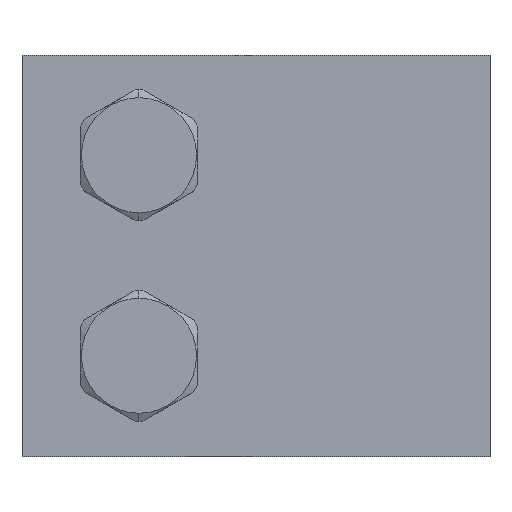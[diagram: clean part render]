
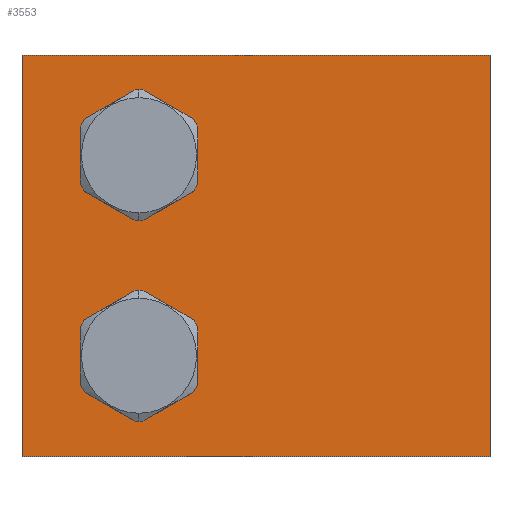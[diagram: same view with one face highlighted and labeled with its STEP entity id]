
A CAD part, top view. The second image highlights one B-rep face of the part: STEP entity #3553.
In plain terms, the highlighted planar face has unit normal (0, 0, 1).
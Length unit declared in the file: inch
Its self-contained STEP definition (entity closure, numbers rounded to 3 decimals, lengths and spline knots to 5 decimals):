
#163=DIRECTION('',(0.,-1.,0.));
#164=VECTOR('',#163,3.);
#165=CARTESIAN_POINT('',(0.,0.,3.));
#166=LINE('',#165,#164);
#167=DIRECTION('',(-1.,0.,0.));
#168=VECTOR('',#167,3.5);
#169=CARTESIAN_POINT('',(3.5,0.,3.));
#170=LINE('',#169,#168);
#171=DIRECTION('',(0.,1.,0.));
#172=VECTOR('',#171,3.);
#173=CARTESIAN_POINT('',(3.5,-3.,3.));
#174=LINE('',#173,#172);
#175=DIRECTION('',(1.,0.,0.));
#176=VECTOR('',#175,3.5);
#177=CARTESIAN_POINT('',(0.,-3.,3.));
#178=LINE('',#177,#176);
#179=CARTESIAN_POINT('',(0.875,-0.75,3.));
#180=DIRECTION('',(0.,0.,-1.));
#181=DIRECTION('',(-1.,0.,0.));
#182=AXIS2_PLACEMENT_3D('',#179,#180,#181);
#184=CARTESIAN_POINT('',(0.875,-0.75,3.));
#185=DIRECTION('',(0.,0.,-1.));
#186=DIRECTION('',(1.,0.,0.));
#187=AXIS2_PLACEMENT_3D('',#184,#185,#186);
#189=CARTESIAN_POINT('',(0.875,-2.25,3.));
#190=DIRECTION('',(0.,0.,-1.));
#191=DIRECTION('',(-1.,0.,0.));
#192=AXIS2_PLACEMENT_3D('',#189,#190,#191);
#194=CARTESIAN_POINT('',(0.875,-2.25,3.));
#195=DIRECTION('',(0.,0.,-1.));
#196=DIRECTION('',(1.,0.,0.));
#197=AXIS2_PLACEMENT_3D('',#194,#195,#196);
#3005=CARTESIAN_POINT('',(0.,0.,3.));
#3006=CARTESIAN_POINT('',(0.,-3.,3.));
#3007=VERTEX_POINT('',#3005);
#3008=VERTEX_POINT('',#3006);
#3009=CARTESIAN_POINT('',(3.5,-3.,3.));
#3010=VERTEX_POINT('',#3009);
#3011=CARTESIAN_POINT('',(3.5,0.,3.));
#3012=VERTEX_POINT('',#3011);
#3049=CARTESIAN_POINT('',(1.3055,-0.75,3.));
#3050=VERTEX_POINT('',#3049);
#3055=CARTESIAN_POINT('',(0.4445,-0.75,3.));
#3056=VERTEX_POINT('',#3055);
#3097=CARTESIAN_POINT('',(1.3055,-2.25,3.));
#3098=VERTEX_POINT('',#3097);
#3103=CARTESIAN_POINT('',(0.4445,-2.25,3.));
#3104=VERTEX_POINT('',#3103);
#3530=CARTESIAN_POINT('',(0.,0.,3.));
#3531=DIRECTION('',(0.,0.,1.));
#3532=DIRECTION('',(1.,0.,0.));
#3533=AXIS2_PLACEMENT_3D('',#3530,#3531,#3532);
#3534=PLANE('',#3533);
#3535=ORIENTED_EDGE('',*,*,#3410,.F.);
#3536=ORIENTED_EDGE('',*,*,#3443,.F.);
#3537=ORIENTED_EDGE('',*,*,#3469,.F.);
#3538=ORIENTED_EDGE('',*,*,#3506,.F.);
#3539=EDGE_LOOP('',(#3535,#3536,#3537,#3538));
#3540=FACE_OUTER_BOUND('',#3539,.F.);
#3542=ORIENTED_EDGE('',*,*,#3541,.F.);
#3544=ORIENTED_EDGE('',*,*,#3543,.F.);
#3545=EDGE_LOOP('',(#3542,#3544));
#3546=FACE_BOUND('',#3545,.F.);
#3548=ORIENTED_EDGE('',*,*,#3547,.F.);
#3550=ORIENTED_EDGE('',*,*,#3549,.F.);
#3551=EDGE_LOOP('',(#3548,#3550));
#3552=FACE_BOUND('',#3551,.F.);
#3553=ADVANCED_FACE('',(#3540,#3546,#3552),#3534,.T.);
#183=CIRCLE('',#182,0.4305);
#188=CIRCLE('',#187,0.4305);
#193=CIRCLE('',#192,0.4305);
#198=CIRCLE('',#197,0.4305);
#3410=EDGE_CURVE('',#3007,#3008,#166,.T.);
#3443=EDGE_CURVE('',#3012,#3007,#170,.T.);
#3469=EDGE_CURVE('',#3010,#3012,#174,.T.);
#3506=EDGE_CURVE('',#3008,#3010,#178,.T.);
#3541=EDGE_CURVE('',#3056,#3050,#183,.T.);
#3543=EDGE_CURVE('',#3050,#3056,#188,.T.);
#3547=EDGE_CURVE('',#3104,#3098,#193,.T.);
#3549=EDGE_CURVE('',#3098,#3104,#198,.T.);
